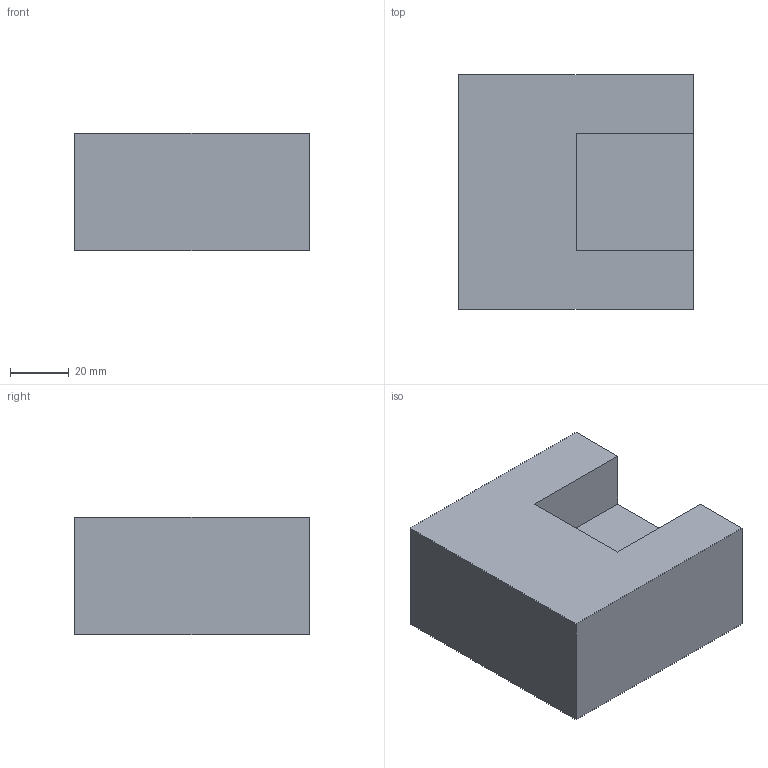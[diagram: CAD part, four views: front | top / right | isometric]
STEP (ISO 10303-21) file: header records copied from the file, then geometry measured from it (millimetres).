
FILE_DESCRIPTION(('produced by SPATIAL CORP'),'2;1');
FILE_NAME('ex26.hh.sat.stp', '2002-04-19T11:06:28+00:00',('SPATIAL CORP'),('SPATIAL CORP'), 'ACIS STEP Husk','http://www.spatial.com','SPATIAL CORP');
FILE_SCHEMA(('CONFIG_CONTROL_DESIGN'));
Length unit declared in the file: millimetre
Products named in the file (1): PRODUCT_ID_1
Bounding box: 80 x 80 x 40 mm (x, y, z)
Volume: 224000 mm3; surface area: 27200 mm2
Topology: 1 solids, 1 shells, 10 faces, 24 edges, 16 vertices
Faces by surface type: plane 10
Entity records: 369 total; most frequent: CARTESIAN_POINT 49, ORIENTED_EDGE 48, DIRECTION 43, EDGE_CURVE 24, VECTOR 23, LINE 23, VERTEX_POINT 16, EDGE_LOOP 10
